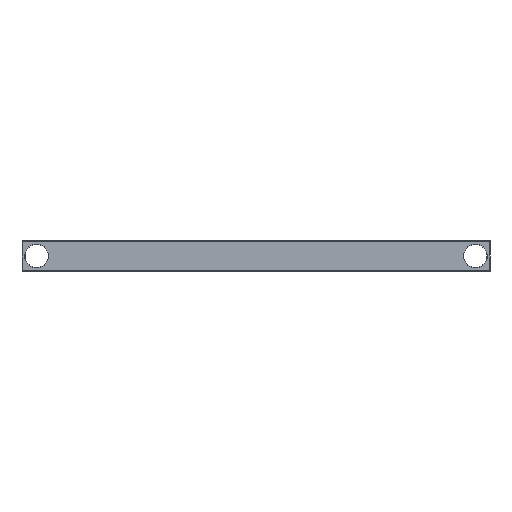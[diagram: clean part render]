
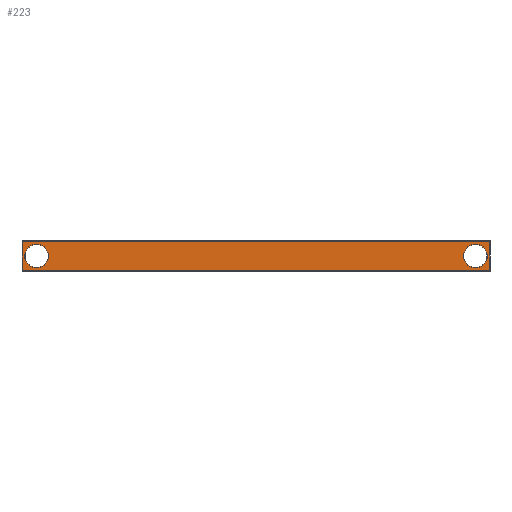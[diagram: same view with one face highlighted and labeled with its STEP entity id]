
A CAD part, left-side view. The second image highlights one B-rep face of the part: STEP entity #223.
In plain terms, the highlighted planar face has unit normal (-1, 0, 0).
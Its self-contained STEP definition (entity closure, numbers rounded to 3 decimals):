
#6 = DIRECTION ( 'NONE',  ( 0., 0., 1. ) ) ;
#38 = DIRECTION ( 'NONE',  ( 0., 0., 1. ) ) ;
#41 = ORIENTED_EDGE ( 'NONE', *, *, #1044, .F. ) ;
#50 = CARTESIAN_POINT ( 'NONE',  ( -3., 1550., 39.5 ) ) ;
#51 = CARTESIAN_POINT ( 'NONE',  ( -3., 50., 0. ) ) ;
#107 = DIRECTION ( 'NONE',  ( 1., 0., 0. ) ) ;
#116 = DIRECTION ( 'NONE',  ( 0., -1., 0. ) ) ;
#119 = FACE_OUTER_BOUND ( 'NONE', #432, .T. ) ;
#134 = AXIS2_PLACEMENT_3D ( 'NONE', #51, #826, #138 ) ;
#136 = CARTESIAN_POINT ( 'NONE',  ( -3., 0., 48.5 ) ) ;
#138 = DIRECTION ( 'NONE',  ( 0., 0., -1. ) ) ;
#147 = VECTOR ( 'NONE', #6, 1000. ) ;
#148 = VERTEX_POINT ( 'NONE', #708 ) ;
#155 = ORIENTED_EDGE ( 'NONE', *, *, #528, .T. ) ;
#166 = VECTOR ( 'NONE', #38, 1000. ) ;
#182 = AXIS2_PLACEMENT_3D ( 'NONE', #652, #393, #907 ) ;
#203 = AXIS2_PLACEMENT_3D ( 'NONE', #361, #1075, #608 ) ;
#216 = LINE ( 'NONE', #980, #166 ) ;
#223 = ADVANCED_FACE ( 'NONE', ( #629, #885, #119 ), #893, .F. ) ;
#247 = DIRECTION ( 'NONE',  ( 1., 0., 0. ) ) ;
#265 = EDGE_CURVE ( 'NONE', #589, #581, #974, .T. ) ;
#277 = CARTESIAN_POINT ( 'NONE',  ( -3., 1600., 48.5 ) ) ;
#313 = VECTOR ( 'NONE', #116, 1000. ) ;
#316 = EDGE_CURVE ( 'NONE', #840, #1097, #659, .T. ) ;
#331 = ORIENTED_EDGE ( 'NONE', *, *, #912, .T. ) ;
#341 = CIRCLE ( 'NONE', #723, 39.5 ) ;
#348 = LINE ( 'NONE', #277, #1102 ) ;
#357 = CARTESIAN_POINT ( 'NONE',  ( -3., 1550., 0. ) ) ;
#361 = CARTESIAN_POINT ( 'NONE',  ( -3., 1600., 48.5 ) ) ;
#393 = DIRECTION ( 'NONE',  ( 1., 0., 0. ) ) ;
#417 = ORIENTED_EDGE ( 'NONE', *, *, #316, .T. ) ;
#431 = AXIS2_PLACEMENT_3D ( 'NONE', #357, #107, #615 ) ;
#432 = EDGE_LOOP ( 'NONE', ( #155, #675, #41, #331 ) ) ;
#436 = CARTESIAN_POINT ( 'NONE',  ( -3., 1600., -48.5 ) ) ;
#514 = CARTESIAN_POINT ( 'NONE',  ( -3., 50., 39.5 ) ) ;
#528 = EDGE_CURVE ( 'NONE', #148, #1095, #1040, .T. ) ;
#552 = CARTESIAN_POINT ( 'NONE',  ( -3., 1550., -39.5 ) ) ;
#565 = EDGE_CURVE ( 'NONE', #581, #589, #341, .T. ) ;
#581 = VERTEX_POINT ( 'NONE', #1023 ) ;
#589 = VERTEX_POINT ( 'NONE', #514 ) ;
#598 = DIRECTION ( 'NONE',  ( 0., 0., -1. ) ) ;
#604 = CARTESIAN_POINT ( 'NONE',  ( -3., 0., 48.5 ) ) ;
#608 = DIRECTION ( 'NONE',  ( 0., 0., -1. ) ) ;
#615 = DIRECTION ( 'NONE',  ( 0., 0., -1. ) ) ;
#629 = FACE_BOUND ( 'NONE', #828, .T. ) ;
#652 = CARTESIAN_POINT ( 'NONE',  ( -3., 1550., 0. ) ) ;
#659 = CIRCLE ( 'NONE', #182, 39.5 ) ;
#675 = ORIENTED_EDGE ( 'NONE', *, *, #990, .F. ) ;
#708 = CARTESIAN_POINT ( 'NONE',  ( -3., 0., -48.5 ) ) ;
#723 = AXIS2_PLACEMENT_3D ( 'NONE', #962, #247, #598 ) ;
#748 = EDGE_LOOP ( 'NONE', ( #833, #808 ) ) ;
#807 = CARTESIAN_POINT ( 'NONE',  ( -3., 1600., 48.5 ) ) ;
#808 = ORIENTED_EDGE ( 'NONE', *, *, #265, .T. ) ;
#812 = VERTEX_POINT ( 'NONE', #807 ) ;
#826 = DIRECTION ( 'NONE',  ( 1., 0., 0. ) ) ;
#828 = EDGE_LOOP ( 'NONE', ( #417, #831 ) ) ;
#831 = ORIENTED_EDGE ( 'NONE', *, *, #1005, .T. ) ;
#833 = ORIENTED_EDGE ( 'NONE', *, *, #565, .T. ) ;
#840 = VERTEX_POINT ( 'NONE', #552 ) ;
#885 = FACE_BOUND ( 'NONE', #748, .T. ) ;
#893 = PLANE ( 'NONE',  #203 ) ;
#907 = DIRECTION ( 'NONE',  ( 0., 0., -1. ) ) ;
#912 = EDGE_CURVE ( 'NONE', #1016, #148, #1042, .T. ) ;
#937 = CIRCLE ( 'NONE', #431, 39.5 ) ;
#958 = DIRECTION ( 'NONE',  ( 0., -1., 0. ) ) ;
#962 = CARTESIAN_POINT ( 'NONE',  ( -3., 50., 0. ) ) ;
#974 = CIRCLE ( 'NONE', #134, 39.5 ) ;
#980 = CARTESIAN_POINT ( 'NONE',  ( -3., 1600., 48.5 ) ) ;
#990 = EDGE_CURVE ( 'NONE', #812, #1095, #348, .T. ) ;
#1005 = EDGE_CURVE ( 'NONE', #1097, #840, #937, .T. ) ;
#1016 = VERTEX_POINT ( 'NONE', #1072 ) ;
#1023 = CARTESIAN_POINT ( 'NONE',  ( -3., 50., -39.5 ) ) ;
#1040 = LINE ( 'NONE', #604, #147 ) ;
#1042 = LINE ( 'NONE', #436, #313 ) ;
#1044 = EDGE_CURVE ( 'NONE', #1016, #812, #216, .T. ) ;
#1072 = CARTESIAN_POINT ( 'NONE',  ( -3., 1600., -48.5 ) ) ;
#1075 = DIRECTION ( 'NONE',  ( 1., 0., 0. ) ) ;
#1095 = VERTEX_POINT ( 'NONE', #136 ) ;
#1097 = VERTEX_POINT ( 'NONE', #50 ) ;
#1102 = VECTOR ( 'NONE', #958, 1000. ) ;
